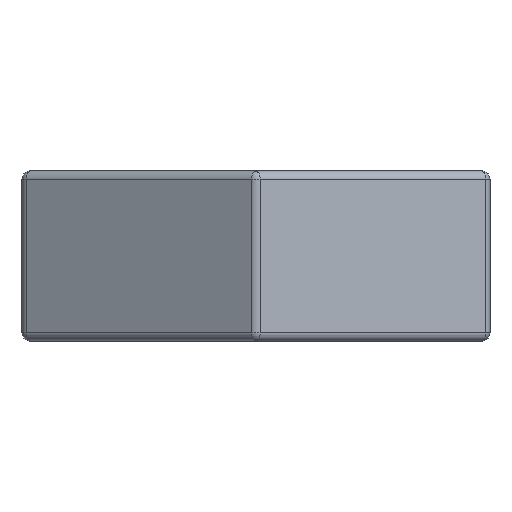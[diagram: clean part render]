
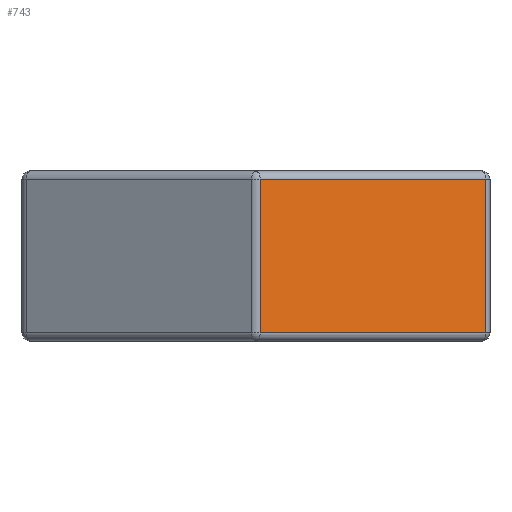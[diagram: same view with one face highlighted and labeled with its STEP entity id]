
A CAD part, left-side view. The second image highlights one B-rep face of the part: STEP entity #743.
In plain terms, the highlighted planar face has unit normal (-0.866, -0.499, 0).
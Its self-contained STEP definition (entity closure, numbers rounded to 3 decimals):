
#23=PLANE('',#847);
#77=FACE_OUTER_BOUND('',#127,.T.);
#127=EDGE_LOOP('',(#601,#602,#603,#604));
#214=LINE('',#1345,#258);
#240=LINE('',#1459,#284);
#242=LINE('',#1465,#286);
#243=LINE('',#1466,#287);
#258=VECTOR('',#904,10.);
#284=VECTOR('',#1044,10.);
#286=VECTOR('',#1054,10.);
#287=VECTOR('',#1055,10.);
#318=VERTEX_POINT('',#1335);
#321=VERTEX_POINT('',#1343);
#349=VERTEX_POINT('',#1451);
#352=VERTEX_POINT('',#1458);
#386=EDGE_CURVE('',#321,#318,#214,.T.);
#442=EDGE_CURVE('',#349,#352,#240,.T.);
#446=EDGE_CURVE('',#352,#321,#242,.T.);
#447=EDGE_CURVE('',#318,#349,#243,.T.);
#601=ORIENTED_EDGE('',*,*,#386,.F.);
#602=ORIENTED_EDGE('',*,*,#446,.F.);
#603=ORIENTED_EDGE('',*,*,#442,.F.);
#604=ORIENTED_EDGE('',*,*,#447,.F.);
#743=ADVANCED_FACE('',(#77),#23,.T.);
#847=AXIS2_PLACEMENT_3D('',#1464,#1052,#1053);
#904=DIRECTION('',(0.,0.,-1.));
#1044=DIRECTION('',(0.,0.,1.));
#1052=DIRECTION('center_axis',(-0.866,-0.499,0.));
#1053=DIRECTION('ref_axis',(0.499,-0.866,0.));
#1054=DIRECTION('',(0.499,-0.866,0.));
#1055=DIRECTION('',(-0.499,0.866,0.));
#1335=CARTESIAN_POINT('',(33.382,-27.699,0.1));
#1343=CARTESIAN_POINT('',(33.382,-27.699,1.9));
#1345=CARTESIAN_POINT('',(33.382,-27.699,0.));
#1451=CARTESIAN_POINT('',(31.853,-25.048,0.1));
#1458=CARTESIAN_POINT('',(31.853,-25.048,1.9));
#1459=CARTESIAN_POINT('',(31.853,-25.048,0.));
#1464=CARTESIAN_POINT('Origin',(31.825,-24.998,0.));
#1465=CARTESIAN_POINT('',(32.221,-25.686,1.9));
#1466=CARTESIAN_POINT('',(32.221,-25.686,0.1));
